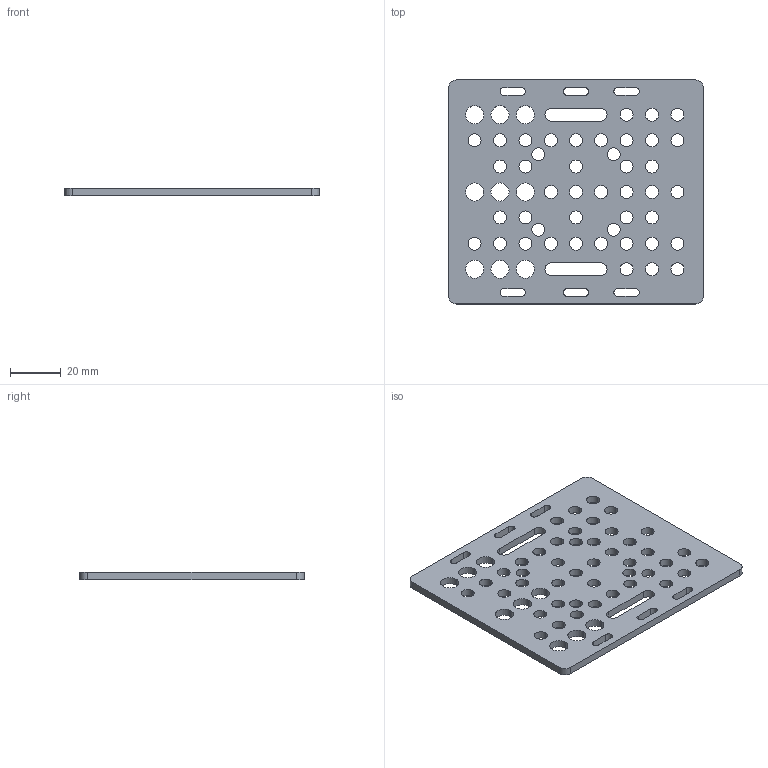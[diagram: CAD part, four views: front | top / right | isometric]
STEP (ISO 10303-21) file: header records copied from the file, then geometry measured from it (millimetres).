
FILE_DESCRIPTION((''),'2;1');
FILE_NAME('100MM_V_SLOT_PLATE','2020-08-27T',('s4393944'),(''),'CREO PARAMETRIC BY PTC INC, 2015480','CREO PARAMETRIC BY PTC INC, 2015480','');
FILE_SCHEMA(('CONFIG_CONTROL_DESIGN'));
Length unit declared in the file: millimetre
Products named in the file (1): 100MM_V_SLOT_PLATE
Bounding box: 100 x 88 x 3 mm (x, y, z)
Volume: 21406.9 mm3; surface area: 18849.4 mm2
Topology: 1 solids, 1 shells, 148 faces, 438 edges, 292 vertices
Faces by surface type: cylinder 126, plane 22
Entity records: 5376 total; most frequent: DIRECTION 986, CARTESIAN_POINT 878, ORIENTED_EDGE 876, EDGE_CURVE 438, AXIS2_PLACEMENT_3D 400, VERTEX_POINT 292, EDGE_LOOP 270, CIRCLE 252
